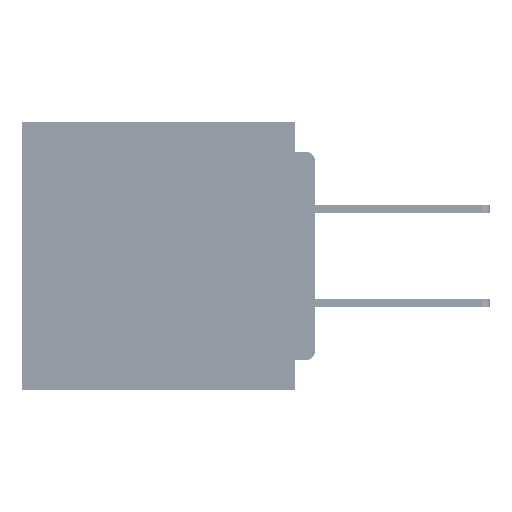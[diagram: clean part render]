
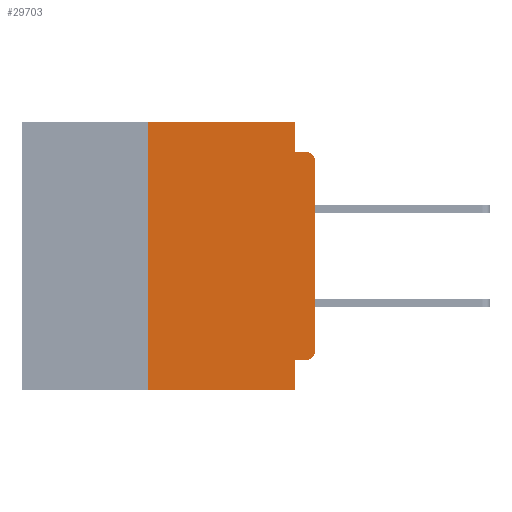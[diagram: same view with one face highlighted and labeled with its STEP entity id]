
A CAD part, left-side view. The second image highlights one B-rep face of the part: STEP entity #29703.
In plain terms, the highlighted planar face has unit normal (-1, 0, 0).
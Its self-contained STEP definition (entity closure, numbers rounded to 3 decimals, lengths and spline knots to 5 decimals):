
#1141 = VECTOR ( 'NONE', #13741, 39.37008 ) ;
#3663 = PLANE ( 'NONE',  #55994 ) ;
#4217 = VECTOR ( 'NONE', #47737, 39.37008 ) ;
#5227 = EDGE_CURVE ( 'NONE', #45847, #30591, #48058, .T. ) ;
#5345 = VECTOR ( 'NONE', #16487, 39.37008 ) ;
#5449 = CARTESIAN_POINT ( 'NONE',  ( 0., 0.031, 0. ) ) ;
#6368 = CIRCLE ( 'NONE', #50049, 0.015 ) ;
#6383 = DIRECTION ( 'NONE',  ( -1., 0., 0. ) ) ;
#6695 = ORIENTED_EDGE ( 'NONE', *, *, #13990, .F. ) ;
#9076 = CARTESIAN_POINT ( 'NONE',  ( 0., 0.437, 0. ) ) ;
#9906 = ORIENTED_EDGE ( 'NONE', *, *, #26402, .F. ) ;
#10023 = CARTESIAN_POINT ( 'NONE',  ( 0., 0.437, -0.4 ) ) ;
#10397 = CARTESIAN_POINT ( 'NONE',  ( 0., 0., 0. ) ) ;
#13741 = DIRECTION ( 'NONE',  ( 0., -1., 0. ) ) ;
#13990 = EDGE_CURVE ( 'NONE', #30591, #69047, #15652, .T. ) ;
#14094 = FACE_OUTER_BOUND ( 'NONE', #36541, .T. ) ;
#15652 = LINE ( 'NONE', #23703, #42341 ) ;
#16036 = EDGE_CURVE ( 'NONE', #69047, #61705, #62150, .T. ) ;
#16487 = DIRECTION ( 'NONE',  ( 0., 0., -1. ) ) ;
#17972 = EDGE_CURVE ( 'NONE', #28965, #28956, #32616, .T. ) ;
#18770 = CARTESIAN_POINT ( 'NONE',  ( 0., 0., -0.34 ) ) ;
#19658 = ORIENTED_EDGE ( 'NONE', *, *, #17972, .T. ) ;
#19834 = DIRECTION ( 'NONE',  ( 1., 0., 0. ) ) ;
#20490 = CIRCLE ( 'NONE', #63874, 0.015 ) ;
#20605 = EDGE_CURVE ( 'NONE', #50767, #68820, #27075, .T. ) ;
#23703 = CARTESIAN_POINT ( 'NONE',  ( 0., 0.437, 0. ) ) ;
#26402 = EDGE_CURVE ( 'NONE', #61705, #28706, #59632, .T. ) ;
#27075 = LINE ( 'NONE', #42352, #39624 ) ;
#27694 = ORIENTED_EDGE ( 'NONE', *, *, #31614, .F. ) ;
#28706 = VERTEX_POINT ( 'NONE', #64495 ) ;
#28956 = VERTEX_POINT ( 'NONE', #50741 ) ;
#28965 = VERTEX_POINT ( 'NONE', #18770 ) ;
#28983 = DIRECTION ( 'NONE',  ( -1., 0., 0. ) ) ;
#29038 = CARTESIAN_POINT ( 'NONE',  ( 0., 0.25, -0.4 ) ) ;
#29703 = ADVANCED_FACE ( 'NONE', ( #14094 ), #3663, .F. ) ;
#30108 = CARTESIAN_POINT ( 'NONE',  ( 0., 0.25, -0.4 ) ) ;
#30591 = VERTEX_POINT ( 'NONE', #66012 ) ;
#30857 = LINE ( 'NONE', #63757, #57627 ) ;
#31614 = EDGE_CURVE ( 'NONE', #68820, #54248, #30857, .T. ) ;
#31788 = DIRECTION ( 'NONE',  ( 0., 0., -1. ) ) ;
#32616 = LINE ( 'NONE', #10397, #4217 ) ;
#32954 = LINE ( 'NONE', #10023, #59675 ) ;
#33825 = VECTOR ( 'NONE', #34401, 39.37008 ) ;
#34401 = DIRECTION ( 'NONE',  ( 0., 0., 1. ) ) ;
#36541 = EDGE_LOOP ( 'NONE', ( #19658, #53806, #9906, #44050, #6695, #61190, #65752, #27694, #61698, #58910 ) ) ;
#36616 = DIRECTION ( 'NONE',  ( 0., -1., 0. ) ) ;
#38368 = CARTESIAN_POINT ( 'NONE',  ( 0., 0.015, -0.06 ) ) ;
#38801 = EDGE_CURVE ( 'NONE', #45847, #54248, #32954, .T. ) ;
#39624 = VECTOR ( 'NONE', #68859, 39.37008 ) ;
#40767 = CARTESIAN_POINT ( 'NONE',  ( 0., 0.031, -0.4 ) ) ;
#42341 = VECTOR ( 'NONE', #50350, 39.37008 ) ;
#42352 = CARTESIAN_POINT ( 'NONE',  ( 0., 0., -0.355 ) ) ;
#43756 = DIRECTION ( 'NONE',  ( 0., 0., -1. ) ) ;
#44050 = ORIENTED_EDGE ( 'NONE', *, *, #16036, .F. ) ;
#45847 = VERTEX_POINT ( 'NONE', #30108 ) ;
#47737 = DIRECTION ( 'NONE',  ( 0., 0., 1. ) ) ;
#48058 = LINE ( 'NONE', #29038, #33825 ) ;
#50049 = AXIS2_PLACEMENT_3D ( 'NONE', #60955, #28983, #66311 ) ;
#50350 = DIRECTION ( 'NONE',  ( 0., -1., 0. ) ) ;
#50741 = CARTESIAN_POINT ( 'NONE',  ( 0., 0., -0.06 ) ) ;
#50767 = VERTEX_POINT ( 'NONE', #61456 ) ;
#51079 = CARTESIAN_POINT ( 'NONE',  ( 0., 0., -0.045 ) ) ;
#52591 = CARTESIAN_POINT ( 'NONE',  ( 0., 0.031, -0.355 ) ) ;
#53806 = ORIENTED_EDGE ( 'NONE', *, *, #68369, .T. ) ;
#54248 = VERTEX_POINT ( 'NONE', #40767 ) ;
#55994 = AXIS2_PLACEMENT_3D ( 'NONE', #9076, #19834, #57161 ) ;
#57161 = DIRECTION ( 'NONE',  ( 0., 0., -1. ) ) ;
#57627 = VECTOR ( 'NONE', #31788, 39.37008 ) ;
#57723 = EDGE_CURVE ( 'NONE', #50767, #28965, #6368, .T. ) ;
#58910 = ORIENTED_EDGE ( 'NONE', *, *, #57723, .T. ) ;
#59632 = LINE ( 'NONE', #51079, #1141 ) ;
#59675 = VECTOR ( 'NONE', #36616, 39.37008 ) ;
#60955 = CARTESIAN_POINT ( 'NONE',  ( 0., 0.015, -0.34 ) ) ;
#61190 = ORIENTED_EDGE ( 'NONE', *, *, #5227, .F. ) ;
#61456 = CARTESIAN_POINT ( 'NONE',  ( 0., 0.015, -0.355 ) ) ;
#61698 = ORIENTED_EDGE ( 'NONE', *, *, #20605, .F. ) ;
#61705 = VERTEX_POINT ( 'NONE', #69010 ) ;
#62150 = LINE ( 'NONE', #5449, #5345 ) ;
#63757 = CARTESIAN_POINT ( 'NONE',  ( 0., 0.031, -0.4 ) ) ;
#63874 = AXIS2_PLACEMENT_3D ( 'NONE', #38368, #6383, #43756 ) ;
#64495 = CARTESIAN_POINT ( 'NONE',  ( 0., 0.015, -0.045 ) ) ;
#65132 = CARTESIAN_POINT ( 'NONE',  ( 0., 0.031, 0. ) ) ;
#65752 = ORIENTED_EDGE ( 'NONE', *, *, #38801, .T. ) ;
#66012 = CARTESIAN_POINT ( 'NONE',  ( 0., 0.25, 0. ) ) ;
#66311 = DIRECTION ( 'NONE',  ( 0., 0., -1. ) ) ;
#68369 = EDGE_CURVE ( 'NONE', #28956, #28706, #20490, .T. ) ;
#68820 = VERTEX_POINT ( 'NONE', #52591 ) ;
#68859 = DIRECTION ( 'NONE',  ( 0., 1., 0. ) ) ;
#69010 = CARTESIAN_POINT ( 'NONE',  ( 0., 0.031, -0.045 ) ) ;
#69047 = VERTEX_POINT ( 'NONE', #65132 ) ;
